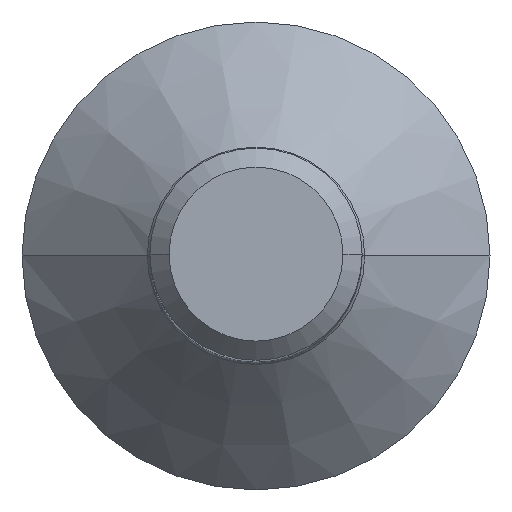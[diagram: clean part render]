
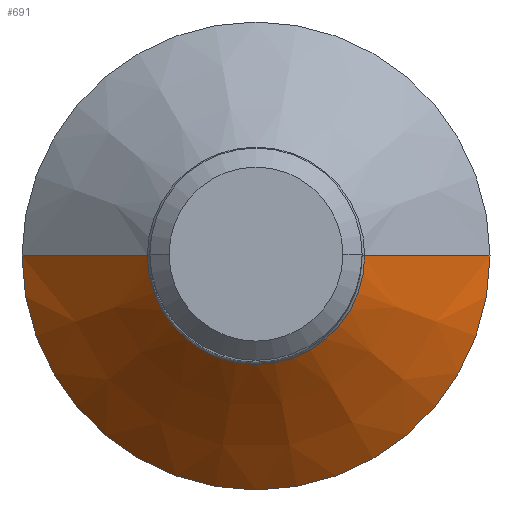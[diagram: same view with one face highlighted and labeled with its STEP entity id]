
A CAD part, top view. The second image highlights one B-rep face of the part: STEP entity #691.
In plain terms, the highlighted conical face has half-angle 45 degrees and reference radius 6.616 mm.
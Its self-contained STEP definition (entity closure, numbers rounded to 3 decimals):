
#29 = CARTESIAN_POINT ( 'NONE',  ( -6.616, 0., 0. ) ) ;
#47 = AXIS2_PLACEMENT_3D ( 'NONE', #838, #324, #380 ) ;
#64 = CARTESIAN_POINT ( 'NONE',  ( -3.073, 0., 3.543 ) ) ;
#71 = CONICAL_SURFACE ( 'NONE', #47, 6.616, 0.785 ) ;
#94 = ORIENTED_EDGE ( 'NONE', *, *, #599, .T. ) ;
#150 = CARTESIAN_POINT ( 'NONE',  ( -6.616, 0., 0. ) ) ;
#179 = DIRECTION ( 'NONE',  ( -0.707, 0., -0.707 ) ) ;
#204 = VECTOR ( 'NONE', #461, 1000. ) ;
#210 = VERTEX_POINT ( 'NONE', #64 ) ;
#234 = AXIS2_PLACEMENT_3D ( 'NONE', #341, #259, #262 ) ;
#238 = CARTESIAN_POINT ( 'NONE',  ( 0., 0., 0. ) ) ;
#259 = DIRECTION ( 'NONE',  ( 0., 0., -1. ) ) ;
#262 = DIRECTION ( 'NONE',  ( 1., 0., 0. ) ) ;
#317 = VERTEX_POINT ( 'NONE', #150 ) ;
#324 = DIRECTION ( 'NONE',  ( 0., 0., -1. ) ) ;
#341 = CARTESIAN_POINT ( 'NONE',  ( 0., 0., 3.543 ) ) ;
#349 = LINE ( 'NONE', #29, #847 ) ;
#356 = AXIS2_PLACEMENT_3D ( 'NONE', #238, #565, #552 ) ;
#360 = LINE ( 'NONE', #454, #204 ) ;
#377 = ORIENTED_EDGE ( 'NONE', *, *, #519, .T. ) ;
#380 = DIRECTION ( 'NONE',  ( -1., 0., 0. ) ) ;
#410 = VERTEX_POINT ( 'NONE', #780 ) ;
#416 = FACE_OUTER_BOUND ( 'NONE', #836, .T. ) ;
#454 = CARTESIAN_POINT ( 'NONE',  ( 6.616, 0., 0. ) ) ;
#456 = ORIENTED_EDGE ( 'NONE', *, *, #753, .T. ) ;
#461 = DIRECTION ( 'NONE',  ( 0.707, 0., -0.707 ) ) ;
#511 = CARTESIAN_POINT ( 'NONE',  ( 3.073, 0., 3.543 ) ) ;
#519 = EDGE_CURVE ( 'NONE', #317, #410, #680, .T. ) ;
#552 = DIRECTION ( 'NONE',  ( -1., 0., 0. ) ) ;
#553 = ORIENTED_EDGE ( 'NONE', *, *, #782, .F. ) ;
#565 = DIRECTION ( 'NONE',  ( 0., 0., 1. ) ) ;
#599 = EDGE_CURVE ( 'NONE', #210, #317, #349, .T. ) ;
#680 = CIRCLE ( 'NONE', #356, 6.616 ) ;
#681 = VERTEX_POINT ( 'NONE', #511 ) ;
#691 = ADVANCED_FACE ( 'NONE', ( #416 ), #71, .T. ) ;
#753 = EDGE_CURVE ( 'NONE', #681, #210, #755, .T. ) ;
#755 = CIRCLE ( 'NONE', #234, 3.073 ) ;
#780 = CARTESIAN_POINT ( 'NONE',  ( 6.616, 0., 0. ) ) ;
#782 = EDGE_CURVE ( 'NONE', #681, #410, #360, .T. ) ;
#836 = EDGE_LOOP ( 'NONE', ( #553, #456, #94, #377 ) ) ;
#838 = CARTESIAN_POINT ( 'NONE',  ( 0., 0., 0. ) ) ;
#847 = VECTOR ( 'NONE', #179, 1000. ) ;
